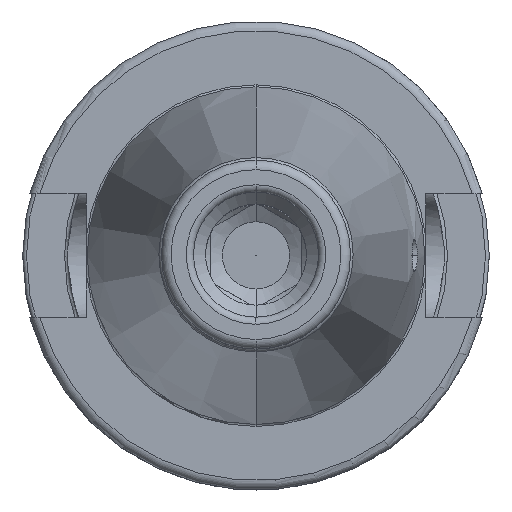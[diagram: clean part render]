
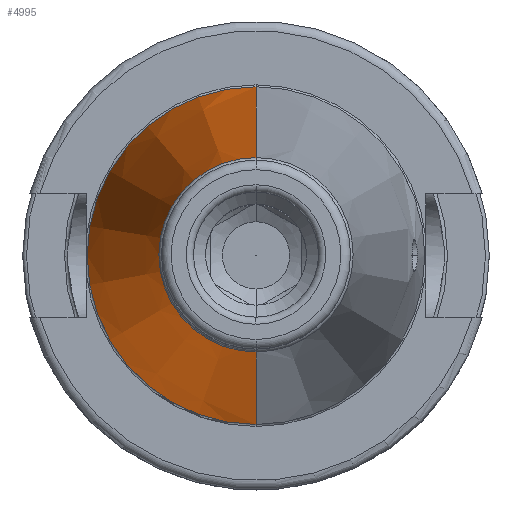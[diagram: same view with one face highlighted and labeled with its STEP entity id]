
A CAD part, top view. The second image highlights one B-rep face of the part: STEP entity #4995.
In plain terms, the highlighted conical face has half-angle 8.297 degrees and reference radius 27.65 mm.
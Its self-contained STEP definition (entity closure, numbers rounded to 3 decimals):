
#1648=DIRECTION('',(0,-0.144,0.99));
#1649=VECTOR('',#1648,103.254);
#1650=CARTESIAN_POINT('',(0,35.1,14));
#1651=LINE('',#1650,#1649);
#1652=DIRECTION('',(0,0.144,0.99));
#1653=VECTOR('',#1652,103.254);
#1654=CARTESIAN_POINT('',(0,-35.1,14));
#1655=LINE('',#1654,#1653);
#1656=CARTESIAN_POINT('',(0,0,14));
#1657=DIRECTION('',(0,0,1));
#1658=DIRECTION('',(0,1,0));
#1659=AXIS2_PLACEMENT_3D('',#1656,#1657,#1658);
#1725=CARTESIAN_POINT('',(0,0,116.173));
#1726=DIRECTION('',(0,0,1));
#1727=DIRECTION('',(0,1,0));
#1728=AXIS2_PLACEMENT_3D('',#1725,#1726,#1727);
#2423=CARTESIAN_POINT('',(0,35.1,14));
#2424=VERTEX_POINT('',#2423);
#2425=CARTESIAN_POINT('',(0,20.2,116.173));
#2426=VERTEX_POINT('',#2425);
#2463=CARTESIAN_POINT('',(0,-35.1,14));
#2464=VERTEX_POINT('',#2463);
#2465=CARTESIAN_POINT('',(0,-20.2,116.173));
#2466=VERTEX_POINT('',#2465);
#4981=CARTESIAN_POINT('',(0,0,65.087));
#4982=DIRECTION('',(0,0,-1));
#4983=DIRECTION('',(0,-1,0));
#4984=AXIS2_PLACEMENT_3D('',#4981,#4982,#4983);
#4985=CONICAL_SURFACE('',#4984,27.65,8.297);
#4987=ORIENTED_EDGE('',*,*,#4986,.T.);
#4989=ORIENTED_EDGE('',*,*,#4988,.T.);
#4991=ORIENTED_EDGE('',*,*,#4990,.F.);
#4992=ORIENTED_EDGE('',*,*,#4974,.F.);
#4993=EDGE_LOOP('',(#4987,#4989,#4991,#4992));
#4994=FACE_OUTER_BOUND('',#4993,.F.);
#4995=ADVANCED_FACE('',(#4994),#4985,.T.);
#1660=CIRCLE('',#1659,35.1);
#1729=CIRCLE('',#1728,20.2);
#4974=EDGE_CURVE('',#2424,#2464,#1660,.T.);
#4986=EDGE_CURVE('',#2424,#2426,#1651,.T.);
#4988=EDGE_CURVE('',#2426,#2466,#1729,.T.);
#4990=EDGE_CURVE('',#2464,#2466,#1655,.T.);
